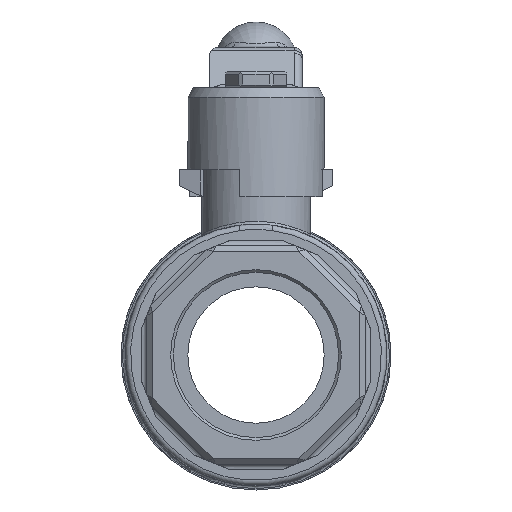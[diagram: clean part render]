
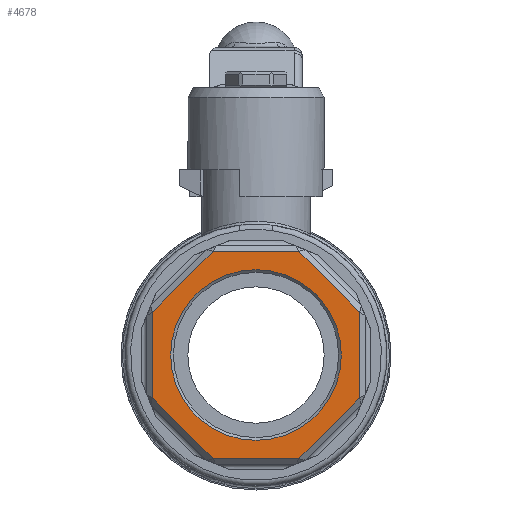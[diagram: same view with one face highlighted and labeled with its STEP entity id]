
A CAD part, front view. The second image highlights one B-rep face of the part: STEP entity #4678.
In plain terms, the highlighted planar face has unit normal (0, -1, 0).
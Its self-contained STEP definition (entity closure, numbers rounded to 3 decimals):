
#99=PLANE('',#4934);
#363=LINE('',#6538,#704);
#364=LINE('',#6541,#705);
#365=LINE('',#6543,#706);
#366=LINE('',#6545,#707);
#367=LINE('',#6547,#708);
#368=LINE('',#6549,#709);
#369=LINE('',#6551,#710);
#370=LINE('',#6553,#711);
#704=VECTOR('',#5435,1000.);
#705=VECTOR('',#5436,1000.);
#706=VECTOR('',#5437,1000.);
#707=VECTOR('',#5438,1000.);
#708=VECTOR('',#5439,1000.);
#709=VECTOR('',#5440,1000.);
#710=VECTOR('',#5441,1000.);
#711=VECTOR('',#5442,1000.);
#963=CIRCLE('',#4935,15.646);
#1220=ORIENTED_EDGE('',*,*,#2175,.T.);
#1221=ORIENTED_EDGE('',*,*,#2176,.T.);
#1222=ORIENTED_EDGE('',*,*,#2177,.T.);
#1223=ORIENTED_EDGE('',*,*,#2178,.T.);
#1224=ORIENTED_EDGE('',*,*,#2179,.T.);
#1225=ORIENTED_EDGE('',*,*,#2180,.T.);
#1226=ORIENTED_EDGE('',*,*,#2181,.T.);
#1227=ORIENTED_EDGE('',*,*,#2182,.T.);
#1228=ORIENTED_EDGE('',*,*,#2183,.T.);
#2175=EDGE_CURVE('',#2664,#2665,#363,.T.);
#2176=EDGE_CURVE('',#2665,#2666,#364,.T.);
#2177=EDGE_CURVE('',#2666,#2667,#365,.T.);
#2178=EDGE_CURVE('',#2667,#2668,#366,.T.);
#2179=EDGE_CURVE('',#2668,#2669,#367,.T.);
#2180=EDGE_CURVE('',#2669,#2670,#368,.T.);
#2181=EDGE_CURVE('',#2670,#2671,#369,.T.);
#2182=EDGE_CURVE('',#2671,#2664,#370,.T.);
#2183=EDGE_CURVE('',#2672,#2672,#963,.T.);
#2664=VERTEX_POINT('',#6539);
#2665=VERTEX_POINT('',#6540);
#2666=VERTEX_POINT('',#6542);
#2667=VERTEX_POINT('',#6544);
#2668=VERTEX_POINT('',#6546);
#2669=VERTEX_POINT('',#6548);
#2670=VERTEX_POINT('',#6550);
#2671=VERTEX_POINT('',#6552);
#2672=VERTEX_POINT('',#6555);
#2977=EDGE_LOOP('',(#1220,#1221,#1222,#1223,#1224,#1225,#1226,#1227));
#2978=EDGE_LOOP('',(#1228));
#3228=FACE_BOUND('',#2977,.T.);
#3229=FACE_BOUND('',#2978,.T.);
#4678=ADVANCED_FACE('',(#3228,#3229),#99,.F.);
#4934=AXIS2_PLACEMENT_3D('',#6537,#5433,#5434);
#4935=AXIS2_PLACEMENT_3D('',#6554,#5443,#5444);
#5433=DIRECTION('',(0.,1.,0.));
#5434=DIRECTION('',(0.,0.,1.));
#5435=DIRECTION('',(-0.707,0.,-0.707));
#5436=DIRECTION('',(0.,0.,-1.));
#5437=DIRECTION('',(0.707,0.,-0.707));
#5438=DIRECTION('',(1.,0.,0.));
#5439=DIRECTION('',(0.707,0.,0.707));
#5440=DIRECTION('',(0.,0.,1.));
#5441=DIRECTION('',(-0.707,0.,0.707));
#5442=DIRECTION('',(-1.,0.,0.));
#5443=DIRECTION('',(0.,1.,0.));
#5444=DIRECTION('',(0.,0.,1.));
#6537=CARTESIAN_POINT('',(0.,0.,0.));
#6538=CARTESIAN_POINT('',(-13.435,0.,13.435));
#6539=CARTESIAN_POINT('',(-7.87,0.,19.));
#6540=CARTESIAN_POINT('',(-19.,0.,7.87));
#6541=CARTESIAN_POINT('',(-19.,0.,0.));
#6542=CARTESIAN_POINT('',(-19.,0.,-7.87));
#6543=CARTESIAN_POINT('',(-13.435,0.,-13.435));
#6544=CARTESIAN_POINT('',(-7.87,0.,-19.));
#6545=CARTESIAN_POINT('',(0.,0.,-19.));
#6546=CARTESIAN_POINT('',(7.87,0.,-19.));
#6547=CARTESIAN_POINT('',(13.435,0.,-13.435));
#6548=CARTESIAN_POINT('',(19.,0.,-7.87));
#6549=CARTESIAN_POINT('',(19.,0.,0.));
#6550=CARTESIAN_POINT('',(19.,0.,7.87));
#6551=CARTESIAN_POINT('',(13.435,0.,13.435));
#6552=CARTESIAN_POINT('',(7.87,0.,19.));
#6553=CARTESIAN_POINT('',(0.,0.,19.));
#6554=CARTESIAN_POINT('',(0.,0.,0.));
#6555=CARTESIAN_POINT('',(0.,0.,15.646));
